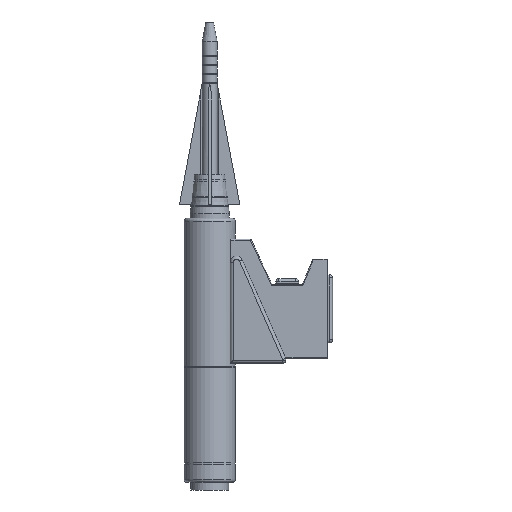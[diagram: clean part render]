
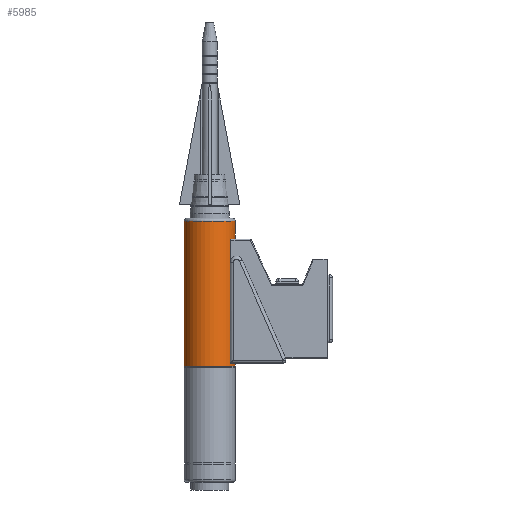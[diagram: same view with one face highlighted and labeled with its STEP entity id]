
A CAD part, left-side view. The second image highlights one B-rep face of the part: STEP entity #5985.
In plain terms, the highlighted cylindrical face has radius 17 mm (diameter 33.999 mm), a full revolution.
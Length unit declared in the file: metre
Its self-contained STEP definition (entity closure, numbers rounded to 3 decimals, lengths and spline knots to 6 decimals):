
#204=B_SPLINE_CURVE_WITH_KNOTS('',3,(#14506,#14507,#14508,#14509),
 .UNSPECIFIED.,.F.,.F.,(4,4),(0.000668,0.001042),
 .UNSPECIFIED.);
#205=B_SPLINE_CURVE_WITH_KNOTS('',3,(#14519,#14520,#14521,#14522,#14523),
 .UNSPECIFIED.,.F.,.F.,(4,1,4),(0.,0.000522,0.001044),
 .UNSPECIFIED.);
#206=B_SPLINE_CURVE_WITH_KNOTS('',3,(#14527,#14528,#14529,#14530,#14531),
 .UNSPECIFIED.,.F.,.F.,(4,1,4),(0.,0.000521,0.001042),
 .UNSPECIFIED.);
#207=B_SPLINE_CURVE_WITH_KNOTS('',3,(#14535,#14536,#14537,#14538),
 .UNSPECIFIED.,.F.,.F.,(4,4),(0.,0.000375),
 .UNSPECIFIED.);
#448=ELLIPSE('',#6722,0.016999,0.016999);
#449=ELLIPSE('',#6723,0.016999,0.016999);
#660=CIRCLE('',#6720,0.016999);
#661=CIRCLE('',#6721,0.016999);
#2140=ORIENTED_EDGE('',*,*,#3080,.T.);
#2141=ORIENTED_EDGE('',*,*,#3081,.T.);
#2142=ORIENTED_EDGE('',*,*,#3082,.F.);
#2143=ORIENTED_EDGE('',*,*,#3079,.T.);
#2144=ORIENTED_EDGE('',*,*,#3083,.F.);
#2145=ORIENTED_EDGE('',*,*,#3084,.T.);
#2146=ORIENTED_EDGE('',*,*,#3085,.T.);
#2147=ORIENTED_EDGE('',*,*,#3086,.T.);
#2148=ORIENTED_EDGE('',*,*,#3087,.T.);
#2149=ORIENTED_EDGE('',*,*,#3088,.T.);
#2150=ORIENTED_EDGE('',*,*,#3089,.F.);
#2151=ORIENTED_EDGE('',*,*,#3090,.F.);
#3079=EDGE_CURVE('',#3663,#3665,#204,.T.);
#3080=EDGE_CURVE('',#3666,#3666,#660,.F.);
#3081=EDGE_CURVE('',#3667,#3667,#661,.T.);
#3082=EDGE_CURVE('',#3663,#3668,#4150,.T.);
#3083=EDGE_CURVE('',#3669,#3665,#4151,.T.);
#3084=EDGE_CURVE('',#3669,#3670,#205,.T.);
#3085=EDGE_CURVE('',#3670,#3671,#448,.T.);
#3086=EDGE_CURVE('',#3671,#3672,#206,.T.);
#3087=EDGE_CURVE('',#3672,#3673,#4152,.T.);
#3088=EDGE_CURVE('',#3673,#3674,#207,.T.);
#3089=EDGE_CURVE('',#3675,#3674,#4153,.F.);
#3090=EDGE_CURVE('',#3668,#3675,#449,.T.);
#3663=VERTEX_POINT('',#14501);
#3665=VERTEX_POINT('',#14505);
#3666=VERTEX_POINT('',#14512);
#3667=VERTEX_POINT('',#14514);
#3668=VERTEX_POINT('',#14516);
#3669=VERTEX_POINT('',#14518);
#3670=VERTEX_POINT('',#14524);
#3671=VERTEX_POINT('',#14526);
#3672=VERTEX_POINT('',#14532);
#3673=VERTEX_POINT('',#14534);
#3674=VERTEX_POINT('',#14539);
#3675=VERTEX_POINT('',#14541);
#4150=LINE('',#14515,#4585);
#4151=LINE('',#14517,#4586);
#4152=LINE('',#14533,#4587);
#4153=LINE('',#14540,#4588);
#4585=VECTOR('',#8283,1.);
#4586=VECTOR('',#8284,1.);
#4587=VECTOR('',#8287,1.);
#4588=VECTOR('',#8288,1.);
#5003=EDGE_LOOP('',(#2140));
#5004=EDGE_LOOP('',(#2141));
#5005=EDGE_LOOP('',(#2142,#2143,#2144,#2145,#2146,#2147,#2148,#2149,#2150,
#2151));
#5470=FACE_BOUND('',#5003,.T.);
#5471=FACE_BOUND('',#5004,.T.);
#5472=FACE_BOUND('',#5005,.T.);
#5638=CYLINDRICAL_SURFACE('',#6719,0.016999);
#5985=ADVANCED_FACE('',(#5470,#5471,#5472),#5638,.T.);
#6719=AXIS2_PLACEMENT_3D('',#14510,#8277,#8278);
#6720=AXIS2_PLACEMENT_3D('',#14511,#8279,#8280);
#6721=AXIS2_PLACEMENT_3D('',#14513,#8281,#8282);
#6722=AXIS2_PLACEMENT_3D('',#14525,#8285,#8286);
#6723=AXIS2_PLACEMENT_3D('',#14542,#8289,#8290);
#8277=DIRECTION('',(0.,0.,-1.));
#8278=DIRECTION('',(0.,1.,0.));
#8279=DIRECTION('',(0.,0.,1.));
#8280=DIRECTION('',(0.,-1.,0.));
#8281=DIRECTION('',(0.,0.,1.));
#8282=DIRECTION('',(0.,-1.,0.));
#8283=DIRECTION('',(0.,0.,-1.));
#8284=DIRECTION('',(0.,0.,-1.));
#8285=DIRECTION('',(0.,0.,1.));
#8286=DIRECTION('',(0.,1.,0.));
#8287=DIRECTION('',(0.,0.,-1.));
#8288=DIRECTION('',(0.,0.,-1.));
#8289=DIRECTION('',(0.,0.,1.));
#8290=DIRECTION('',(0.,1.,0.));
#14501=CARTESIAN_POINT('',(-0.009991,0.067622,-0.067844));
#14505=CARTESIAN_POINT('',(-0.0101,0.067702,-0.0675));
#14506=CARTESIAN_POINT('',(-0.009991,0.067622,-0.067844));
#14507=CARTESIAN_POINT('',(-0.010058,0.067671,-0.067749));
#14508=CARTESIAN_POINT('',(-0.0101,0.067702,-0.067627));
#14509=CARTESIAN_POINT('',(-0.0101,0.067702,-0.0675));
#14510=CARTESIAN_POINT('',(0.,0.081376,0.025));
#14511=CARTESIAN_POINT('',(0.,0.081376,0.023));
#14512=CARTESIAN_POINT('',(0.,0.064376,0.023));
#14513=CARTESIAN_POINT('',(0.,0.081376,-0.073));
#14514=CARTESIAN_POINT('',(0.,0.064376,-0.073));
#14515=CARTESIAN_POINT('',(-0.009991,0.067622,0.025));
#14516=CARTESIAN_POINT('',(-0.009991,0.067622,-0.0711));
#14517=CARTESIAN_POINT('',(-0.0101,0.067702,0.025));
#14518=CARTESIAN_POINT('',(-0.0101,0.067702,0.0105));
#14519=CARTESIAN_POINT('',(-0.0101,0.067702,0.0105));
#14520=CARTESIAN_POINT('',(-0.0101,0.067702,0.010677));
#14521=CARTESIAN_POINT('',(-0.009934,0.067579,0.010999));
#14522=CARTESIAN_POINT('',(-0.009646,0.067377,0.0111));
#14523=CARTESIAN_POINT('',(-0.0095,0.067279,0.0111));
#14524=CARTESIAN_POINT('',(-0.0095,0.067279,0.0111));
#14525=CARTESIAN_POINT('',(0.,0.081376,0.011098));
#14526=CARTESIAN_POINT('',(0.0095,0.067279,0.0111));
#14527=CARTESIAN_POINT('',(0.0095,0.067279,0.0111));
#14528=CARTESIAN_POINT('',(0.009646,0.067377,0.0111));
#14529=CARTESIAN_POINT('',(0.009932,0.067577,0.011001));
#14530=CARTESIAN_POINT('',(0.0101,0.067702,0.010678));
#14531=CARTESIAN_POINT('',(0.0101,0.067702,0.0105));
#14532=CARTESIAN_POINT('',(0.0101,0.067702,0.0105));
#14533=CARTESIAN_POINT('',(0.0101,0.067702,0.025));
#14534=CARTESIAN_POINT('',(0.0101,0.067702,-0.0675));
#14535=CARTESIAN_POINT('',(0.0101,0.067702,-0.0675));
#14536=CARTESIAN_POINT('',(0.0101,0.067702,-0.067627));
#14537=CARTESIAN_POINT('',(0.010058,0.067671,-0.067749));
#14538=CARTESIAN_POINT('',(0.009991,0.067622,-0.067844));
#14539=CARTESIAN_POINT('',(0.009991,0.067622,-0.067844));
#14540=CARTESIAN_POINT('',(0.009991,0.067622,0.025));
#14541=CARTESIAN_POINT('',(0.009991,0.067622,-0.0711));
#14542=CARTESIAN_POINT('',(0.,0.081376,-0.0711));
